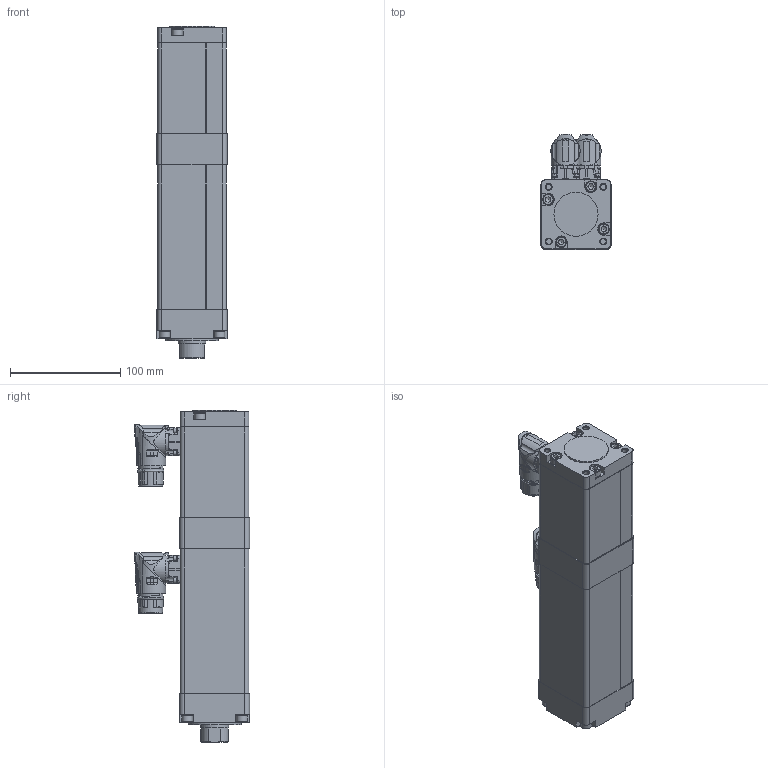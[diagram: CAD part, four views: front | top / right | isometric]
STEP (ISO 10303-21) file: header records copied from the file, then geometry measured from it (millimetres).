
FILE_DESCRIPTION (( 'STEP AP203' ), '1' );
FILE_NAME ('IMA-492138-1.step', '2025-07-07T13:55:35', ( '' ), ( '' ), 'SwSTEP 2.0', 'SolidWorks 2024', '' );
FILE_SCHEMA (( 'CONFIG_CONTROL_DESIGN' ));
Length unit declared in the file: inch
Products named in the file (3): Base_IMA-492138-1; IMA-492138-1; tempJoin1_27229012_IMA-492138-1
Assembly tree (2 placements, depth 2):
  IMA-492138-1
    tempJoin1_27229012_IMA-492138-1
    Base_IMA-492138-1
Bounding box: 63.5 x 104.39 x 301.11 mm (x, y, z)
Volume: 1158807.2 mm3; surface area: 130260.8 mm2
Topology: 2 solids, 20 shells, 1225 faces, 3093 edges, 2046 vertices
Faces by surface type: plane 590, cylinder 325, cone 128, bspline 115, torus 55, sphere 12
Full cylindrical faces by diameter (mm): 1 x17, 1.18 x17, 2.5 x8, 2.972 x8, 3.26 x8, 4.5 x10, 5.001 x8, 5.35 x3, 5.5 x2, 5.9 x2, 6 x4, 6.25 x16, 6.68 x4, 6.75 x1, 10 x8, 10.312 x4, 17.4 x3, 19.9 x1, 21.15 x4, 21.6 x1, 21.653 x2, 21.7 x2, 24.3 x2, 25.146 x1, 25.385 x1, 25.4 x1, 30 x2, 31.623 x1, 40 x1, 48 x1
Entity records: 48830 total; most frequent: CARTESIAN_POINT 21712, ORIENTED_EDGE 5552, DIRECTION 4948, EDGE_CURVE 2776, VERTEX_POINT 1969, AXIS2_PLACEMENT_3D 1892, EDGE_LOOP 1635, FACE_OUTER_BOUND 1414
